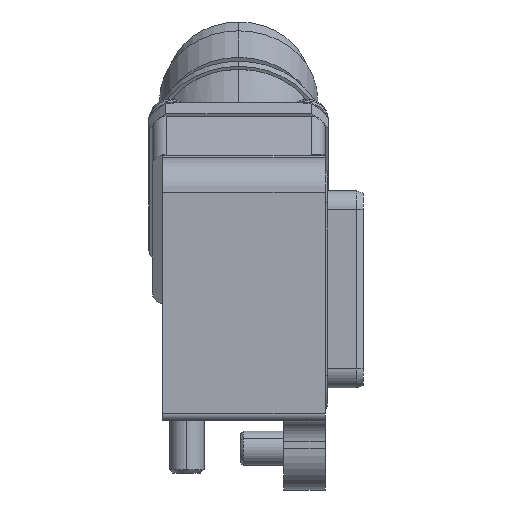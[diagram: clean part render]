
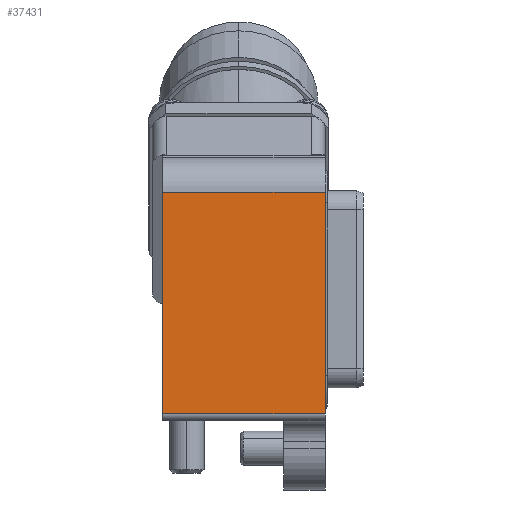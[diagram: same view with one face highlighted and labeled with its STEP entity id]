
A CAD part, left-side view. The second image highlights one B-rep face of the part: STEP entity #37431.
In plain terms, the highlighted planar face has unit normal (-1, 0, 0).
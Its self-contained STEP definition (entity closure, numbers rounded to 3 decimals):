
#1529 = EDGE_CURVE ( 'NONE', #37352, #29403, #32860, .T. ) ;
#2823 = LINE ( 'NONE', #33238, #17493 ) ;
#3057 = VECTOR ( 'NONE', #19630, 1000. ) ;
#4362 = DIRECTION ( 'NONE',  ( 0., -1., 0. ) ) ;
#6647 = LINE ( 'NONE', #23153, #22390 ) ;
#6916 = CARTESIAN_POINT ( 'NONE',  ( -29., -12., 45. ) ) ;
#8007 = EDGE_CURVE ( 'NONE', #36370, #29403, #6647, .T. ) ;
#8382 = FACE_OUTER_BOUND ( 'NONE', #13700, .T. ) ;
#9905 = AXIS2_PLACEMENT_3D ( 'NONE', #29647, #17167, #38995 ) ;
#10181 = CARTESIAN_POINT ( 'NONE',  ( -29., 11.5, 0. ) ) ;
#10768 = DIRECTION ( 'NONE',  ( 0., 0., -1. ) ) ;
#11770 = CARTESIAN_POINT ( 'NONE',  ( -29., 11.5, 33. ) ) ;
#13490 = CARTESIAN_POINT ( 'NONE',  ( -29., -12., 33. ) ) ;
#13586 = CARTESIAN_POINT ( 'NONE',  ( -29., -12., 1. ) ) ;
#13700 = EDGE_LOOP ( 'NONE', ( #22801, #22925, #34746, #39988 ) ) ;
#14535 = DIRECTION ( 'NONE',  ( 0., 1., 0. ) ) ;
#17167 = DIRECTION ( 'NONE',  ( 1., 0., 0. ) ) ;
#17493 = VECTOR ( 'NONE', #14535, 1000. ) ;
#19630 = DIRECTION ( 'NONE',  ( 0., 0., 1. ) ) ;
#22390 = VECTOR ( 'NONE', #4362, 1000. ) ;
#22801 = ORIENTED_EDGE ( 'NONE', *, *, #32939, .F. ) ;
#22925 = ORIENTED_EDGE ( 'NONE', *, *, #8007, .T. ) ;
#23153 = CARTESIAN_POINT ( 'NONE',  ( -29., -12., 1. ) ) ;
#29053 = CARTESIAN_POINT ( 'NONE',  ( -29., 11.5, 1. ) ) ;
#29403 = VERTEX_POINT ( 'NONE', #13586 ) ;
#29647 = CARTESIAN_POINT ( 'NONE',  ( -29., -12., 45. ) ) ;
#32860 = LINE ( 'NONE', #6916, #40133 ) ;
#32939 = EDGE_CURVE ( 'NONE', #36370, #33655, #36283, .T. ) ;
#33238 = CARTESIAN_POINT ( 'NONE',  ( -29., -12., 33. ) ) ;
#33655 = VERTEX_POINT ( 'NONE', #11770 ) ;
#34746 = ORIENTED_EDGE ( 'NONE', *, *, #1529, .F. ) ;
#35872 = PLANE ( 'NONE',  #9905 ) ;
#36283 = LINE ( 'NONE', #10181, #3057 ) ;
#36370 = VERTEX_POINT ( 'NONE', #29053 ) ;
#37352 = VERTEX_POINT ( 'NONE', #13490 ) ;
#37431 = ADVANCED_FACE ( 'NONE', ( #8382 ), #35872, .F. ) ;
#38995 = DIRECTION ( 'NONE',  ( 0., 0., -1. ) ) ;
#39988 = ORIENTED_EDGE ( 'NONE', *, *, #40222, .T. ) ;
#40133 = VECTOR ( 'NONE', #10768, 1000. ) ;
#40222 = EDGE_CURVE ( 'NONE', #37352, #33655, #2823, .T. ) ;
